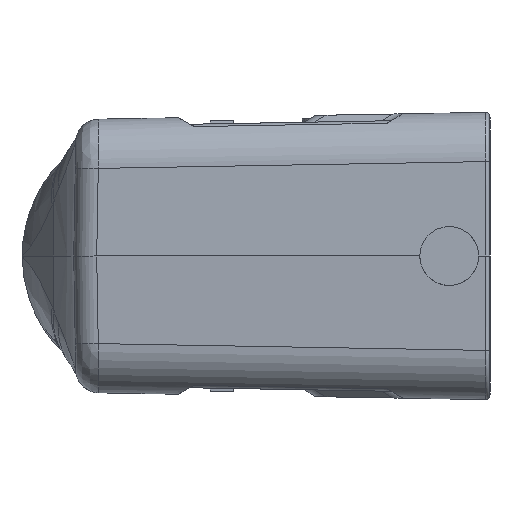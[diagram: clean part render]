
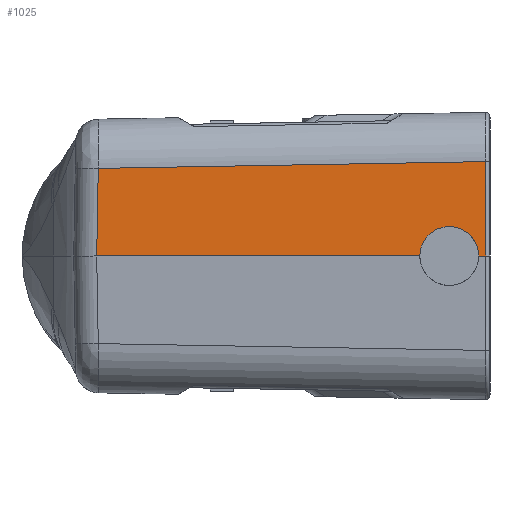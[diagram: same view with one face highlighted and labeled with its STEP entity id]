
A CAD part, left-side view. The second image highlights one B-rep face of the part: STEP entity #1025.
In plain terms, the highlighted planar face has unit normal (-1, 0.018, 0.017).
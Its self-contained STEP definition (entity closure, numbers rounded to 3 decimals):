
#601=PLANE('',#7182);
#694=ELLIPSE('',#7181,4.401,4.4);
#1025=ADVANCED_FACE('',(#1486),#601,.T.);
#1486=FACE_OUTER_BOUND('',#1890,.T.);
#1890=EDGE_LOOP('',(#3552,#3553,#3554,#3555,#3556,#3557));
#3552=ORIENTED_EDGE('',*,*,#5338,.T.);
#3553=ORIENTED_EDGE('',*,*,#5286,.T.);
#3554=ORIENTED_EDGE('',*,*,#5322,.F.);
#3555=ORIENTED_EDGE('',*,*,#5337,.F.);
#3556=ORIENTED_EDGE('',*,*,#5339,.T.);
#3557=ORIENTED_EDGE('',*,*,#5340,.T.);
#4421=VERTEX_POINT('',#11312);
#4435=VERTEX_POINT('',#11601);
#4437=VERTEX_POINT('',#11624);
#4440=VERTEX_POINT('',#11629);
#4465=VERTEX_POINT('',#11853);
#4466=VERTEX_POINT('',#11855);
#5286=EDGE_CURVE('',#4437,#4440,#5995,.T.);
#5322=EDGE_CURVE('',#4435,#4440,#6016,.T.);
#5337=EDGE_CURVE('',#4421,#4435,#6025,.T.);
#5338=EDGE_CURVE('',#4465,#4437,#6026,.T.);
#5339=EDGE_CURVE('',#4421,#4466,#6027,.T.);
#5340=EDGE_CURVE('',#4466,#4465,#694,.T.);
#5995=LINE('',#11630,#6600);
#6016=LINE('',#11717,#6621);
#6025=LINE('',#11850,#6630);
#6026=LINE('',#11852,#6631);
#6027=LINE('',#11854,#6632);
#6600=VECTOR('',#8657,1.);
#6621=VECTOR('',#8736,1.);
#6630=VECTOR('',#8765,1.);
#6631=VECTOR('',#8768,1.);
#6632=VECTOR('',#8769,1.);
#7181=AXIS2_PLACEMENT_3D('',#11856,#8770,#8771);
#7182=AXIS2_PLACEMENT_3D('',#11857,#8772,#8773);
#8657=DIRECTION('',(0.017,0.,1.));
#8736=DIRECTION('',(-0.017,-1.,0.017));
#8765=DIRECTION('',(0.017,-0.017,1.));
#8768=DIRECTION('',(-0.017,-1.,0.));
#8769=DIRECTION('',(-0.017,-1.,0.));
#8770=DIRECTION('',(1.,-0.017,-0.017));
#8771=DIRECTION('',(-0.025,-0.707,-0.707));
#8772=DIRECTION('',(-1.,0.017,0.017));
#8773=DIRECTION('',(0.017,1.,0.));
#11312=CARTESIAN_POINT('',(-58.978,128.562,0.));
#11601=CARTESIAN_POINT('',(-58.753,128.333,13.114));
#11624=CARTESIAN_POINT('',(-59.995,70.309,0.));
#11629=CARTESIAN_POINT('',(-59.748,70.309,14.127));
#11630=CARTESIAN_POINT('',(-59.57,70.309,24.334));
#11717=CARTESIAN_POINT('',(-59.757,69.801,14.135));
#11850=CARTESIAN_POINT('',(-58.543,128.119,25.331));
#11852=CARTESIAN_POINT('',(-59.976,71.4,0.));
#11853=CARTESIAN_POINT('',(-59.976,71.4,0.));
#11854=CARTESIAN_POINT('',(-58.978,128.562,0.));
#11855=CARTESIAN_POINT('',(-59.822,80.2,0.));
#11856=CARTESIAN_POINT('',(-59.899,75.8,0.));
#11857=CARTESIAN_POINT('',(-59.575,70.,24.335));
